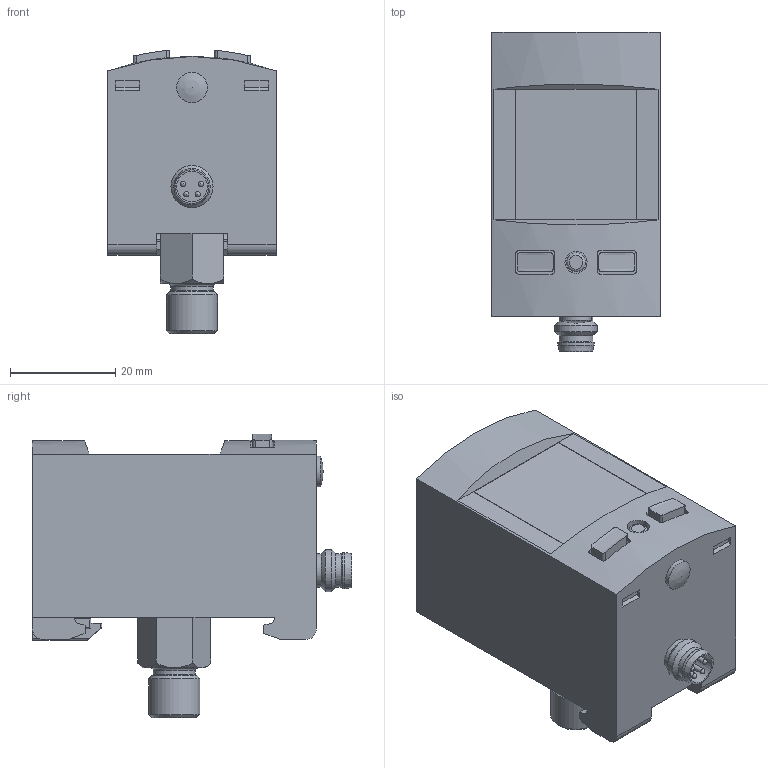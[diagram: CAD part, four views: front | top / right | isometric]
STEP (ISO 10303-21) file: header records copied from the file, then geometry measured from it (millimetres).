
FILE_DESCRIPTION(/* description */ ('STEP AP214'),/* implementation_level */ '2;1');
FILE_NAME(/* name */ '8001201_SPAU-P10R-T-G18M-L-PNLK-PNVBA-M8D',/* time_stamp */ '2024-09-15T11:38:14+02:00',/* author */ ('License CC BY-ND 4.0'),/* organization */ ('CADENAS'),/* preprocessor_version */ 'ST-DEVELOPER v19.3',/* originating_system */ 'PARTsolutions',/* authorisation */ ' ');
FILE_SCHEMA (('AUTOMOTIVE_DESIGN {1 0 10303 214 3 1 1}'));
Length unit declared in the file: millimetre
Products named in the file (3): 8001201 SPAU-P10R-T-G18M-L-PNLK-PNVBA-M8D; 8001200 SPAU-B2TG18M-LLKAM8DG18M8-p; 1345605 SPAU
Assembly tree (2 placements, depth 2):
  8001201 SPAU-P10R-T-G18M-L-PNLK-PNVBA-M8D
    8001200 SPAU-B2TG18M-LLKAM8DG18M8-p
    1345605 SPAU
Bounding box: 32 x 60.7 x 53.95 mm (x, y, z)
Volume: 58453.4 mm3; surface area: 11850.6 mm2
Topology: 2 solids, 2 shells, 211 faces, 526 edges, 344 vertices
Faces by surface type: plane 122, cylinder 66, cone 15, sphere 5, torus 3
Full cylindrical faces by diameter (mm): 1 x4, 1.35 x1, 1.5 x1, 2.459 x2, 3 x2, 3.6 x1, 4.134 x1, 4.2 x1, 5.8 x2, 6.4 x2, 6.9 x1, 8 x2, 9.728 x1
Entity records: 7214 total; most frequent: CARTESIAN_POINT 1110, DIRECTION 1008, ORIENTED_EDGE 942, EDGE_CURVE 471, AXIS2_PLACEMENT_3D 352, VERTEX_POINT 327, LINE 304, VECTOR 304
